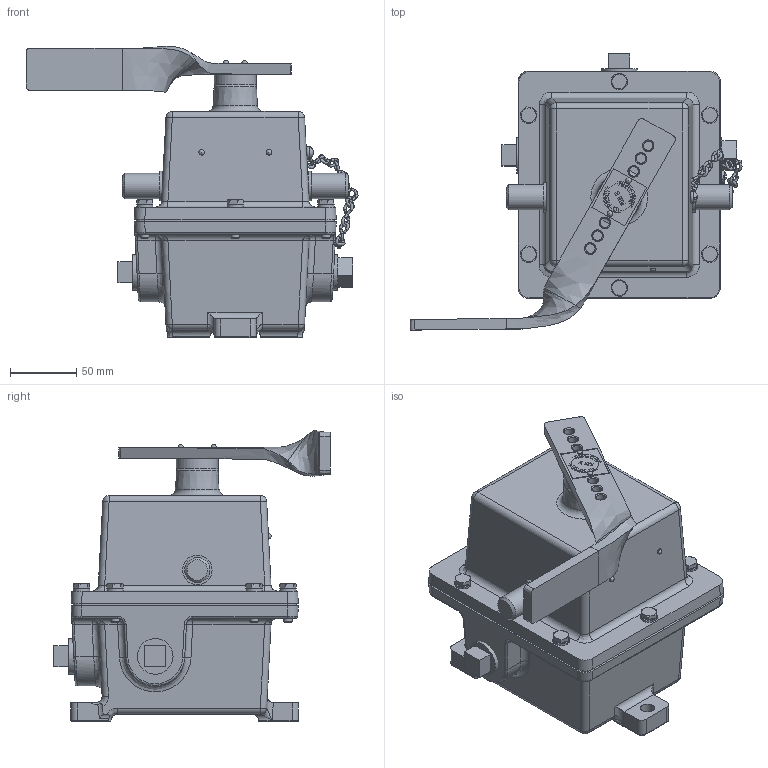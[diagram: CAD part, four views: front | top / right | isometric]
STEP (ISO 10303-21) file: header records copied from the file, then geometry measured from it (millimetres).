
FILE_DESCRIPTION(('Model RS (general).'),'2;1');
FILE_NAME('RS.stp','2013-01-29T11:39:47',('GL'),('Conveyor Components Company.'),'Autodesk Inventor 2012','Autodesk Inventor 2012','GL');
FILE_SCHEMA(('AUTOMOTIVE_DESIGN { 1 0 10303 214 1 1 1 1 }'));
Length unit declared in the file: inch
Products named in the file (28): RS; 20170043; Regular Helical Spring Lock Washer (Inch) 1/4; Hex Cap Screw - Inch 1/4-20 UNC - 1; 20170120; 20178816; 22011083; 20170062; 20170055; RS-29; 22013064; 22011073 b; 20170013; 20170123; 20170056; 20170090; 20176531; 20170012; 20170011; 22016101; 20170034; 20170017; 20170017_Welds; 20170057; 20170016; 20170004; 20170014; 22016111
Assembly tree (55 placements, depth 4):
  RS
    20170043
    Regular Helical Spring Lock Washer (Inch) 1/4  x6
    Hex Cap Screw - Inch 1/4-20 UNC - 1  x6
    20170120
      20178816  x9
    22011083  x2
    20170062
      20170055
      RS-29  x3
      22013064  x2
      22011073 b  x2
      20170013
    20170123
      20170056
        20170090
      20176531  x2
      20170012  x2
      20170011  x2
      22016101  x2
    20170034
      20170017
        20170017_Welds
        20170057
        20170016
      20170004
      20170014
      22016111  x2
Bounding box: 250.22 x 208.43 x 219.56 mm (x, y, z)
Volume: 1237393.6 mm3; surface area: 375075.7 mm2
Topology: 49 solids, 49 shells, 1266 faces, 2980 edges, 1855 vertices
Faces by surface type: plane 618, cylinder 318, bspline 165, cone 78, sphere 52, revolution 18, torus 17
Full cylindrical faces by diameter (mm): 2.032 x4, 2.38 x4, 2.388 x2, 2.464 x4, 3.962 x4, 4.826 x4, 4.953 x2, 4.978 x8, 6.35 x6, 7.142 x18, 7.874 x2, 9.474 x2, 10.001 x6, 10.317 x3, 11.176 x2, 13.386 x4, 14.097 x1, 15.875 x2, 16.002 x2, 16.713 x1, 19.05 x4, 19.08 x1, 19.126 x2, 22.225 x2, 22.631 x3, 31.75 x1
Entity records: 36296 total; most frequent: CARTESIAN_POINT 12944, DIRECTION 4546, ORIENTED_EDGE 4454, EDGE_CURVE 2227, AXIS2_PLACEMENT_3D 1607, VERTEX_POINT 1426, VECTOR 1330, LINE 1330
